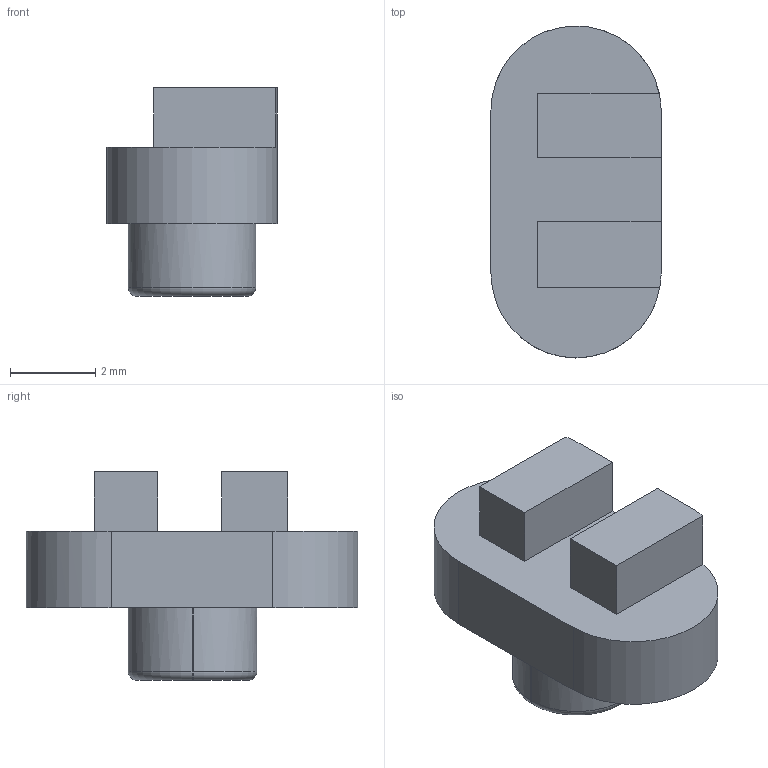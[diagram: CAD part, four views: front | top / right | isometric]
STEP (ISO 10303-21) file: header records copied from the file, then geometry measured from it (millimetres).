
FILE_DESCRIPTION(/* description */ (''),/* implementation_level */ '2;1');
FILE_NAME(/* name */ 'Slide-Switch.step',/* time_stamp */ '2026-01-06T22:18:22+08:00',/* author */ (''),/* organization */ (''),/* preprocessor_version */ 'ST-DEVELOPER v20.1',/* originating_system */ 'Autodesk Translation Framework v14.21.0.0',/* authorisation */ '');
FILE_SCHEMA (('AUTOMOTIVE_DESIGN { 1 0 10303 214 3 1 1 }'));
Length unit declared in the file: millimetre
Products named in the file (1): SparkinFP外壳
Bounding box: 4 x 7.8 x 4.9 mm (x, y, z)
Volume: 72 mm3; surface area: 137 mm2
Topology: 1 solids, 1 shells, 38 faces, 97 edges, 62 vertices
Faces by surface type: plane 27, cylinder 9, torus 2
Entity records: 1185 total; most frequent: DIRECTION 200, CARTESIAN_POINT 198, ORIENTED_EDGE 194, EDGE_CURVE 97, LINE 72, VECTOR 72, AXIS2_PLACEMENT_3D 64, VERTEX_POINT 62
